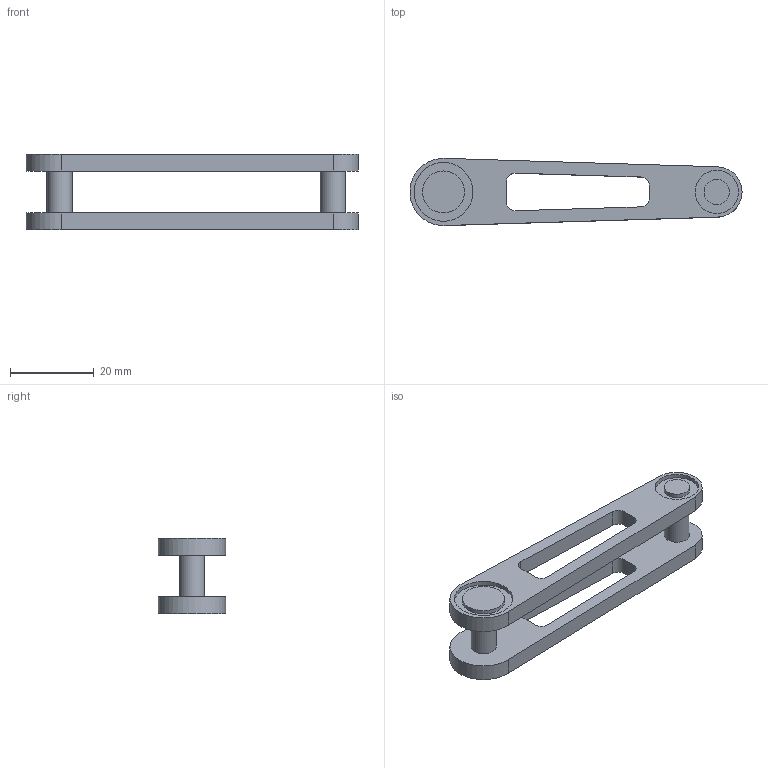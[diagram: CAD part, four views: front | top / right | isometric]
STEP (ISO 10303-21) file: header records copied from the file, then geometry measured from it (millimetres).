
FILE_DESCRIPTION(('STEP AP214'), '1');
FILE_NAME('呧膰譔', '', ('UNSPECIFIED'), ('UNSPECIFIED'), 'C3D Converter', 'C3D Toolkit', '');
FILE_SCHEMA(('AUTOMOTIVE_DESIGN { 1 0 10303 214 3 1 1}'));
Length unit declared in the file: millimetre
Bounding box: 79.06 x 15.98 x 18 mm (x, y, z)
Volume: 6692.9 mm3; surface area: 5750.8 mm2
Topology: 1 solids, 1 shells, 46 faces, 102 edges, 68 vertices
Faces by surface type: plane 24, cylinder 22
Full cylindrical faces by diameter (mm): 6 x4, 10 x2, 10.325 x2, 14 x2
Entity records: 1660 total; most frequent: DIRECTION 230, CARTESIAN_POINT 207, ORIENTED_EDGE 184, EDGE_CURVE 92, AXIS2_PLACEMENT_3D 91, EDGE_LOOP 72, VERTEX_POINT 68, FACE_BOUND 52
